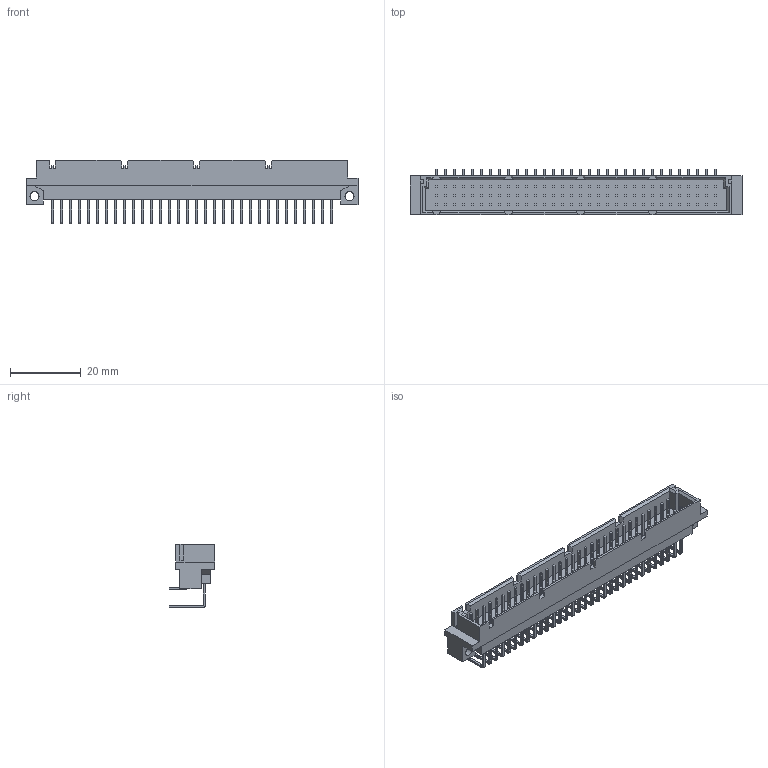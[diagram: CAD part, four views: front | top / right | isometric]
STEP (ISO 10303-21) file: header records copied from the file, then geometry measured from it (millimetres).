
FILE_DESCRIPTION((''),'2;1');
FILE_NAME('86094647113745ELFC','2013-01-02T',('KaBabu'),('FCI - CDC Division'),'PRO/ENGINEER BY PARAMETRIC TECHNOLOGY CORPORATION, 2012070','PRO/ENGINEER BY PARAMETRIC TECHNOLOGY CORPORATION, 2012070','');
FILE_SCHEMA(('CONFIG_CONTROL_DESIGN'));
Products named in the file (1): 86094647113745ELFC
Bounding box: 93.7 x 12.85 x 17.88 mm (x, y, z)
Volume: 5734.9 mm3; surface area: 8210.9 mm2
Topology: 1 solids, 1 shells, 2168 faces, 5592 edges, 3554 vertices
Faces by surface type: plane 1012, cylinder 900, torus 256
Entity records: 66090 total; most frequent: DIRECTION 11984, CARTESIAN_POINT 11314, ORIENTED_EDGE 11184, EDGE_CURVE 5592, AXIS2_PLACEMENT_3D 4224, VERTEX_POINT 3554, VECTOR 3536, LINE 3536
